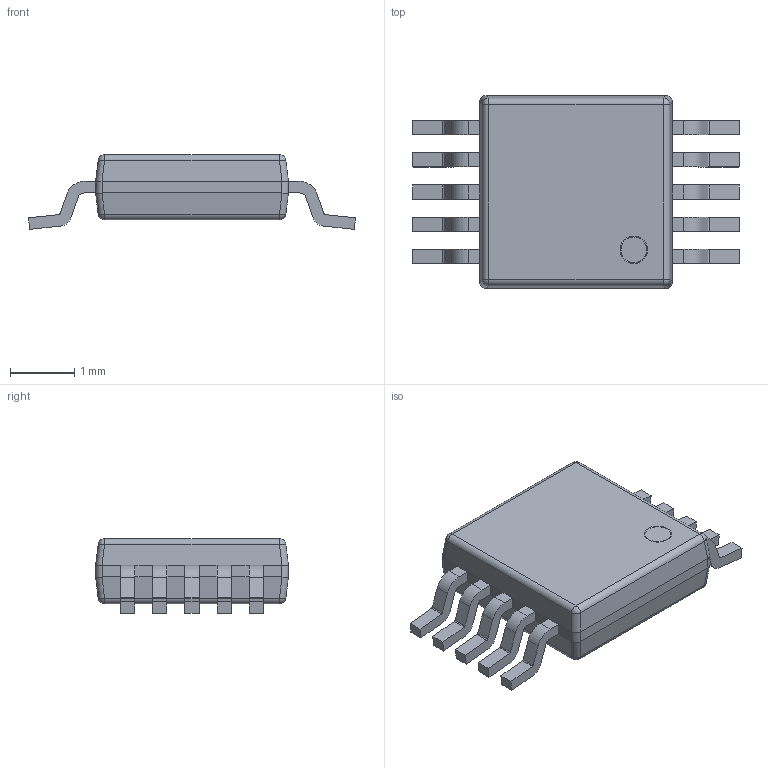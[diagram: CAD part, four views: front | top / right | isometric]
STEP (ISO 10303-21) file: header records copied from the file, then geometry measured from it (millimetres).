
FILE_DESCRIPTION(/* description */ (''),/* implementation_level */ '2;1');
FILE_NAME(/* name */ 'Maxim - uMAX-10L.step',/* time_stamp */ '2023-11-01T21:58:00Z',/* author */ (''),/* organization */ (''),/* preprocessor_version */ 'ST-DEVELOPER v20',/* originating_system */ 'Autodesk Translation Framework v12.14.0.127',/* authorisation */ '');
FILE_SCHEMA (('AUTOMOTIVE_DESIGN { 1 0 10303 214 3 1 1 }'));
Length unit declared in the file: millimetre
Products named in the file (1): Maxim - uMAX-10L
Bounding box: 5.09 x 3 x 1.16 mm (x, y, z)
Volume: 9.3 mm3; surface area: 38.7 mm2
Topology: 1 solids, 1 shells, 184 faces, 479 edges, 298 vertices
Faces by surface type: plane 115, cylinder 60, sphere 8, torus 1
Entity records: 5663 total; most frequent: DIRECTION 980, CARTESIAN_POINT 962, ORIENTED_EDGE 958, EDGE_CURVE 479, LINE 348, VECTOR 348, AXIS2_PLACEMENT_3D 316, VERTEX_POINT 298
